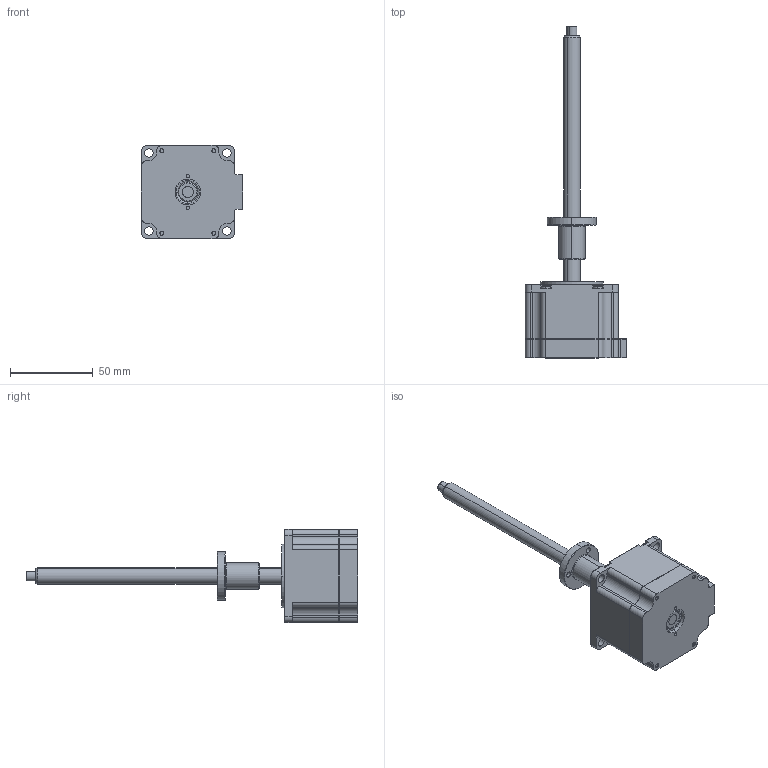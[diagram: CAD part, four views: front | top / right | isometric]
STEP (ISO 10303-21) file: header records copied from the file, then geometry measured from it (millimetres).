
FILE_DESCRIPTION (( 'STEP AP203' ), '1' );
FILE_NAME ('LE234S-T10105-150-AR4-S-210.STEP', '2018-08-13T01:49:52', ( '' ), ( '' ), 'SwSTEP 2.0', 'SolidWorks 2014', '' );
FILE_SCHEMA (( 'CONFIG_CONTROL_DESIGN' ));
Length unit declared in the file: millimetre
Products named in the file (1): LE234S-T10105-150-AR4-S-210
Bounding box: 61.2 x 200.5 x 56.2 mm (x, y, z)
Surface area: 29622 mm2 (no closed solid volume)
Topology: 0 solids, 14 shells, 350 faces, 1033 edges, 689 vertices
Faces by surface type: plane 167, cylinder 94, cone 77, sphere 8, torus 4
Entity records: 12130 total; most frequent: CARTESIAN_POINT 2676, DIRECTION 1988, ORIENTED_EDGE 1834, EDGE_CURVE 1033, AXIS2_PLACEMENT_3D 703, VERTEX_POINT 689, LINE 582, VECTOR 582
